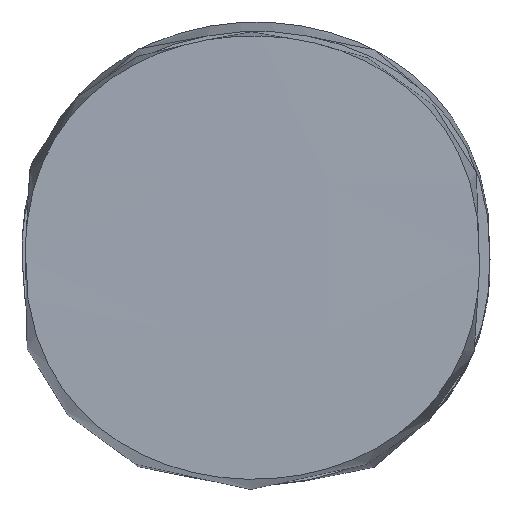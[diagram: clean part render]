
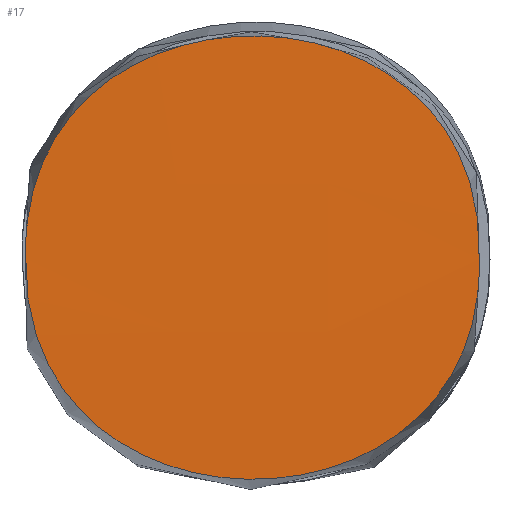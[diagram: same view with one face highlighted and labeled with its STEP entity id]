
A CAD part, top view. The second image highlights one B-rep face of the part: STEP entity #17.
In plain terms, the highlighted free-form (B-spline) face has degree [3, 3] with [4, 4] control points.
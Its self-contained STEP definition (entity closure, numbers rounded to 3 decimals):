
#17 = ADVANCED_FACE('',(#18),#33,.T.);
#18 = FACE_BOUND('',#19,.T.);
#19 = EDGE_LOOP('',(#20,#86));
#20 = ORIENTED_EDGE('',*,*,#21,.T.);
#21 = EDGE_CURVE('',#22,#24,#26,.T.);
#22 = VERTEX_POINT('',#23);
#23 = CARTESIAN_POINT('',(0.156,0.001,
    0.99));
#24 = VERTEX_POINT('',#25);
#25 = CARTESIAN_POINT('',(-0.157,0.002,
    0.99));
#26 = SURFACE_CURVE('',#27,(#32,#59),.PCURVE_S1.);
#27 = B_SPLINE_CURVE_WITH_KNOTS('',3,(#28,#29,#30,#31),.UNSPECIFIED.,.F.
  ,.F.,(4,4),(0.,1.),.PIECEWISE_BEZIER_KNOTS.);
#28 = CARTESIAN_POINT('',(0.156,0.001,
    0.99));
#29 = CARTESIAN_POINT('',(0.163,0.207,0.99));
#30 = CARTESIAN_POINT('',(-0.162,0.206,0.99)
  );
#31 = CARTESIAN_POINT('',(-0.157,0.002,
    0.99));
#32 = PCURVE('',#33,#50);
#33 = B_SPLINE_SURFACE_WITH_KNOTS('',3,3,(
    (#34,#35,#36,#37)
    ,(#38,#39,#40,#41)
    ,(#42,#43,#44,#45)
    ,(#46,#47,#48,#49
    )),.UNSPECIFIED.,.F.,.F.,.F.,(4,4),(4,4),(0.,1.),(0.,1.),
  .PIECEWISE_BEZIER_KNOTS.);
#34 = CARTESIAN_POINT('',(-0.165,-0.162,0.99
    ));
#35 = CARTESIAN_POINT('',(-0.165,-0.051,
    0.99));
#36 = CARTESIAN_POINT('',(-0.164,0.056,
    0.99));
#37 = CARTESIAN_POINT('',(-0.164,0.165,0.989)
  );
#38 = CARTESIAN_POINT('',(-0.056,-0.16,
    0.99));
#39 = CARTESIAN_POINT('',(-0.055,-0.054,
    0.992));
#40 = CARTESIAN_POINT('',(-0.054,0.058,
    0.989));
#41 = CARTESIAN_POINT('',(-0.056,0.166,
    0.99));
#42 = CARTESIAN_POINT('',(0.055,-0.161,
    0.992));
#43 = CARTESIAN_POINT('',(0.054,-0.052,
    0.991));
#44 = CARTESIAN_POINT('',(0.055,0.057,
    0.992));
#45 = CARTESIAN_POINT('',(0.055,0.166,
    0.99));
#46 = CARTESIAN_POINT('',(0.165,-0.162,0.989)
  );
#47 = CARTESIAN_POINT('',(0.164,-0.052,
    0.991));
#48 = CARTESIAN_POINT('',(0.164,0.056,
    0.99));
#49 = CARTESIAN_POINT('',(0.163,0.166,0.989)
  );
#50 = DEFINITIONAL_REPRESENTATION('',(#51),#58);
#51 = B_SPLINE_CURVE_WITH_KNOTS('',5,(#52,#53,#54,#55,#56,#57),
  .UNSPECIFIED.,.F.,.F.,(6,6),(0.,1.),.PIECEWISE_BEZIER_KNOTS.);
#52 = CARTESIAN_POINT('',(0.976,0.496));
#53 = CARTESIAN_POINT('',(0.99,0.873));
#54 = CARTESIAN_POINT('',(0.699,1.059));
#55 = CARTESIAN_POINT('',(0.305,1.062));
#56 = CARTESIAN_POINT('',(0.013,0.876));
#57 = CARTESIAN_POINT('',(0.024,0.498));
#58 = ( GEOMETRIC_REPRESENTATION_CONTEXT(2) 
PARAMETRIC_REPRESENTATION_CONTEXT() REPRESENTATION_CONTEXT('2D SPACE',''
  ) );
#59 = PCURVE('',#60,#77);
#60 = B_SPLINE_SURFACE_WITH_KNOTS('',3,3,(
    (#61,#62,#63,#64)
    ,(#65,#66,#67,#68)
    ,(#69,#70,#71,#72)
    ,(#73,#74,#75,#76
    )),.UNSPECIFIED.,.F.,.F.,.F.,(4,4),(4,4),(0.,1.),(0.,1.),
  .PIECEWISE_BEZIER_KNOTS.);
#61 = CARTESIAN_POINT('',(0.165,-0.002,
    0.749));
#62 = CARTESIAN_POINT('',(0.164,-0.003,
    0.837));
#63 = CARTESIAN_POINT('',(0.164,0.,
    0.926));
#64 = CARTESIAN_POINT('',(0.166,-0.002,
    1.013));
#65 = CARTESIAN_POINT('',(0.165,0.209,0.749)
  );
#66 = CARTESIAN_POINT('',(0.167,0.21,0.835)
  );
#67 = CARTESIAN_POINT('',(0.168,0.208,0.926));
#68 = CARTESIAN_POINT('',(0.165,0.211,1.012)
  );
#69 = CARTESIAN_POINT('',(-0.169,0.212,0.747)
  );
#70 = CARTESIAN_POINT('',(-0.169,0.21,0.839)
  );
#71 = CARTESIAN_POINT('',(-0.169,0.214,0.924)
  );
#72 = CARTESIAN_POINT('',(-0.168,0.214,1.015)
  );
#73 = CARTESIAN_POINT('',(-0.165,-0.001,
    0.749));
#74 = CARTESIAN_POINT('',(-0.165,-0.001,
    0.836));
#75 = CARTESIAN_POINT('',(-0.164,-0.001,
    0.926));
#76 = CARTESIAN_POINT('',(-0.165,0.,
    1.014));
#77 = DEFINITIONAL_REPRESENTATION('',(#78),#85);
#78 = B_SPLINE_CURVE_WITH_KNOTS('',5,(#79,#80,#81,#82,#83,#84),
  .UNSPECIFIED.,.F.,.F.,(6,6),(0.,1.),.PIECEWISE_BEZIER_KNOTS.);
#79 = CARTESIAN_POINT('',(0.004,0.91));
#80 = CARTESIAN_POINT('',(0.2,0.91));
#81 = CARTESIAN_POINT('',(0.422,0.91));
#82 = CARTESIAN_POINT('',(0.571,0.91));
#83 = CARTESIAN_POINT('',(0.804,0.91));
#84 = CARTESIAN_POINT('',(0.997,0.91));
#85 = ( GEOMETRIC_REPRESENTATION_CONTEXT(2) 
PARAMETRIC_REPRESENTATION_CONTEXT() REPRESENTATION_CONTEXT('2D SPACE',''
  ) );
#86 = ORIENTED_EDGE('',*,*,#87,.T.);
#87 = EDGE_CURVE('',#24,#22,#88,.T.);
#88 = SURFACE_CURVE('',#89,(#94,#103),.PCURVE_S1.);
#89 = B_SPLINE_CURVE_WITH_KNOTS('',3,(#90,#91,#92,#93),.UNSPECIFIED.,.F.
  ,.F.,(4,4),(0.,1.),.PIECEWISE_BEZIER_KNOTS.);
#90 = CARTESIAN_POINT('',(-0.157,0.002,
    0.99));
#91 = CARTESIAN_POINT('',(-0.161,-0.202,0.992)
  );
#92 = CARTESIAN_POINT('',(0.161,-0.202,0.989)
  );
#93 = CARTESIAN_POINT('',(0.156,0.001,
    0.99));
#94 = PCURVE('',#33,#95);
#95 = DEFINITIONAL_REPRESENTATION('',(#96),#102);
#96 = B_SPLINE_CURVE_WITH_KNOTS('',4,(#97,#98,#99,#100,#101),
  .UNSPECIFIED.,.F.,.F.,(5,5),(0.,1.),.PIECEWISE_BEZIER_KNOTS.);
#97 = CARTESIAN_POINT('',(0.024,0.498));
#98 = CARTESIAN_POINT('',(0.015,0.03));
#99 = CARTESIAN_POINT('',(0.503,-0.125));
#100 = CARTESIAN_POINT('',(0.985,0.032));
#101 = CARTESIAN_POINT('',(0.976,0.496));
#102 = ( GEOMETRIC_REPRESENTATION_CONTEXT(2) 
PARAMETRIC_REPRESENTATION_CONTEXT() REPRESENTATION_CONTEXT('2D SPACE',''
  ) );
#103 = PCURVE('',#104,#121);
#104 = B_SPLINE_SURFACE_WITH_KNOTS('',3,3,(
    (#105,#106,#107,#108)
    ,(#109,#110,#111,#112)
    ,(#113,#114,#115,#116)
    ,(#117,#118,#119,#120
    )),.UNSPECIFIED.,.F.,.F.,.F.,(4,4),(4,4),(0.,1.),(0.,1.),
  .PIECEWISE_BEZIER_KNOTS.);
#105 = CARTESIAN_POINT('',(-0.167,0.002,
    0.747));
#106 = CARTESIAN_POINT('',(-0.165,0.002,
    0.831));
#107 = CARTESIAN_POINT('',(-0.165,0.004,
    0.919));
#108 = CARTESIAN_POINT('',(-0.166,0.003,
    1.006));
#109 = CARTESIAN_POINT('',(-0.169,-0.212,0.745
    ));
#110 = CARTESIAN_POINT('',(-0.171,-0.212,
    0.835));
#111 = CARTESIAN_POINT('',(-0.171,-0.211,
    0.92));
#112 = CARTESIAN_POINT('',(-0.168,-0.211,1.007
    ));
#113 = CARTESIAN_POINT('',(0.167,-0.211,0.746
    ));
#114 = CARTESIAN_POINT('',(0.169,-0.211,0.834
    ));
#115 = CARTESIAN_POINT('',(0.17,-0.21,0.918
    ));
#116 = CARTESIAN_POINT('',(0.168,-0.209,1.008
    ));
#117 = CARTESIAN_POINT('',(0.164,0.003,
    0.748));
#118 = CARTESIAN_POINT('',(0.164,0.003,
    0.832));
#119 = CARTESIAN_POINT('',(0.162,0.003,
    0.923));
#120 = CARTESIAN_POINT('',(0.165,0.005,
    1.007));
#121 = DEFINITIONAL_REPRESENTATION('',(#122),#129);
#122 = B_SPLINE_CURVE_WITH_KNOTS('',5,(#123,#124,#125,#126,#127,#128),
  .UNSPECIFIED.,.F.,.F.,(6,6),(0.,1.),.PIECEWISE_BEZIER_KNOTS.);
#123 = CARTESIAN_POINT('',(0.002,0.938));
#124 = CARTESIAN_POINT('',(0.193,0.937));
#125 = CARTESIAN_POINT('',(0.429,0.936));
#126 = CARTESIAN_POINT('',(0.573,0.935));
#127 = CARTESIAN_POINT('',(0.803,0.933));
#128 = CARTESIAN_POINT('',(0.995,0.932));
#129 = ( GEOMETRIC_REPRESENTATION_CONTEXT(2) 
PARAMETRIC_REPRESENTATION_CONTEXT() REPRESENTATION_CONTEXT('2D SPACE',''
  ) );
